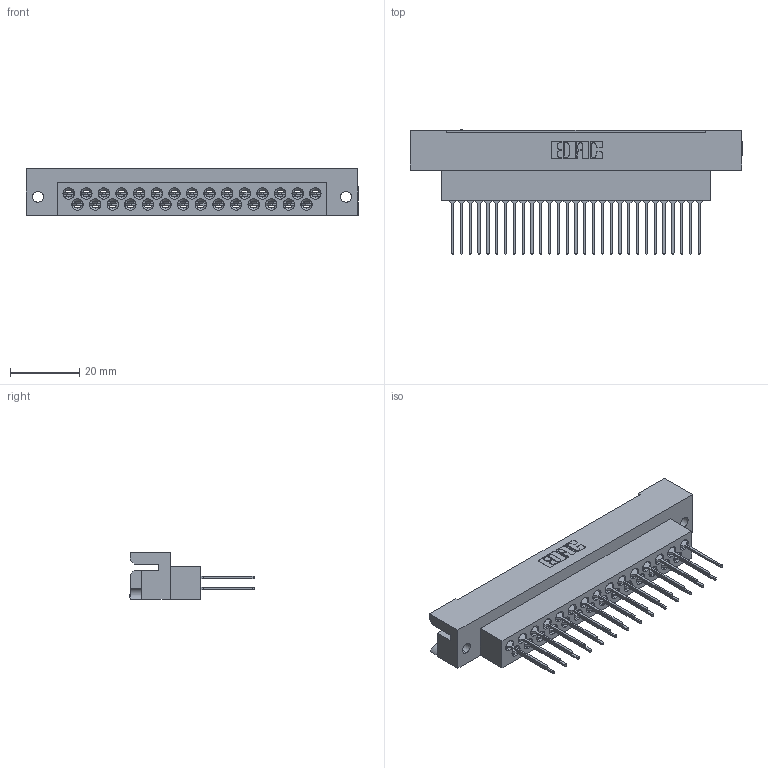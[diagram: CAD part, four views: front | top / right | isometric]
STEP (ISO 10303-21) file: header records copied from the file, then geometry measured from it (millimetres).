
FILE_DESCRIPTION (( 'STEP AP203' ), '1' );
FILE_NAME ('438-029-541-112.STEP', '2020-03-12T20:42:47', ( '' ), ( '' ), 'SwSTEP 2.0', 'SolidWorks 2016', '' );
FILE_SCHEMA (( 'CONFIG_CONTROL_DESIGN' ));
Length unit declared in the file: millimetre
Products named in the file (3): 438-210-001_438-210-029-112; 438-029-541-112; 516-290-001_541
Assembly tree (30 placements, depth 2):
  438-029-541-112
    438-210-001_438-210-029-112
    516-290-001_541  x29
Bounding box: 95.76 x 35.85 x 13.49 mm (x, y, z)
Volume: 15636 mm3; surface area: 19761.7 mm2
Topology: 30 solids, 30 shells, 2998 faces, 8730 edges, 5771 vertices
Faces by surface type: plane 1911, cylinder 804, bspline 196, cone 87
Entity records: 35243 total; most frequent: CARTESIAN_POINT 8243, ORIENTED_EDGE 5812, DIRECTION 4915, EDGE_CURVE 2906, VECTOR 2019, LINE 2019, VERTEX_POINT 1907, AXIS2_PLACEMENT_3D 1448
